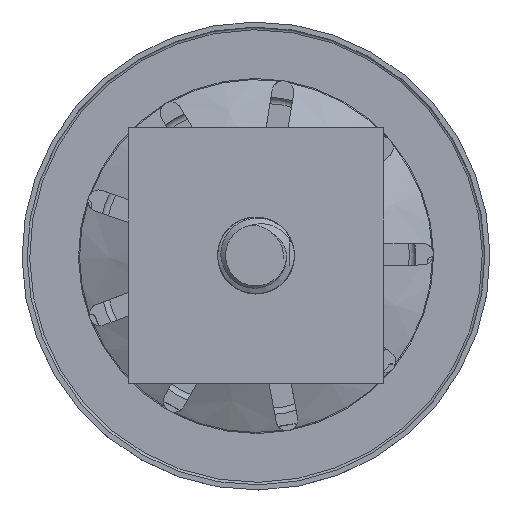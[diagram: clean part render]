
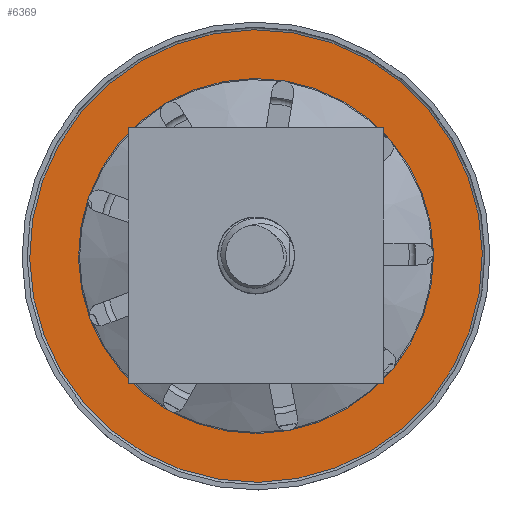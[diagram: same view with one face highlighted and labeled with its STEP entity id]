
A CAD part, top view. The second image highlights one B-rep face of the part: STEP entity #6369.
In plain terms, the highlighted planar face has unit normal (0, 0, 1).
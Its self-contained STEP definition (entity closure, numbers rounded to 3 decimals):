
#347=FACE_BOUND('',#1136,.T.);
#470=PLANE('',#7222);
#780=FACE_OUTER_BOUND('',#1135,.T.);
#1135=EDGE_LOOP('',(#5682,#5683));
#1136=EDGE_LOOP('',(#5684,#5685,#5686,#5687,#5688,#5689,#5690,#5691,#5692));
#2233=CIRCLE('',#7167,13.884);
#2235=CIRCLE('',#7170,13.884);
#2237=CIRCLE('',#7173,13.884);
#2239=CIRCLE('',#7176,13.884);
#2241=CIRCLE('',#7179,13.884);
#2243=CIRCLE('',#7182,13.884);
#2245=CIRCLE('',#7185,13.884);
#2248=CIRCLE('',#7189,13.884);
#2261=CIRCLE('',#7221,13.884);
#2262=CIRCLE('',#7223,17.7);
#2263=CIRCLE('',#7224,17.7);
#2802=VERTEX_POINT('',#12925);
#2816=VERTEX_POINT('',#13034);
#2830=VERTEX_POINT('',#13141);
#2844=VERTEX_POINT('',#13250);
#2858=VERTEX_POINT('',#13359);
#2872=VERTEX_POINT('',#13468);
#2886=VERTEX_POINT('',#13577);
#2900=VERTEX_POINT('',#13684);
#2915=VERTEX_POINT('',#13857);
#2930=VERTEX_POINT('',#13995);
#2931=VERTEX_POINT('',#13996);
#3840=EDGE_CURVE('',#2915,#2900,#2233,.T.);
#3843=EDGE_CURVE('',#2900,#2886,#2235,.T.);
#3845=EDGE_CURVE('',#2886,#2872,#2237,.T.);
#3847=EDGE_CURVE('',#2872,#2858,#2239,.T.);
#3849=EDGE_CURVE('',#2858,#2844,#2241,.T.);
#3851=EDGE_CURVE('',#2844,#2830,#2243,.T.);
#3853=EDGE_CURVE('',#2830,#2816,#2245,.T.);
#3857=EDGE_CURVE('',#2802,#2915,#2248,.T.);
#3881=EDGE_CURVE('',#2816,#2802,#2261,.T.);
#3882=EDGE_CURVE('',#2930,#2931,#2262,.T.);
#3883=EDGE_CURVE('',#2931,#2930,#2263,.T.);
#5682=ORIENTED_EDGE('',*,*,#3882,.F.);
#5683=ORIENTED_EDGE('',*,*,#3883,.F.);
#5684=ORIENTED_EDGE('',*,*,#3840,.T.);
#5685=ORIENTED_EDGE('',*,*,#3843,.T.);
#5686=ORIENTED_EDGE('',*,*,#3845,.T.);
#5687=ORIENTED_EDGE('',*,*,#3847,.T.);
#5688=ORIENTED_EDGE('',*,*,#3849,.T.);
#5689=ORIENTED_EDGE('',*,*,#3851,.T.);
#5690=ORIENTED_EDGE('',*,*,#3853,.T.);
#5691=ORIENTED_EDGE('',*,*,#3881,.T.);
#5692=ORIENTED_EDGE('',*,*,#3857,.T.);
#6369=ADVANCED_FACE('',(#780,#347),#470,.T.);
#7167=AXIS2_PLACEMENT_3D('',#13858,#8855,#8856);
#7170=AXIS2_PLACEMENT_3D('',#13872,#8861,#8862);
#7173=AXIS2_PLACEMENT_3D('',#13875,#8867,#8868);
#7176=AXIS2_PLACEMENT_3D('',#13878,#8873,#8874);
#7179=AXIS2_PLACEMENT_3D('',#13881,#8879,#8880);
#7182=AXIS2_PLACEMENT_3D('',#13884,#8885,#8886);
#7185=AXIS2_PLACEMENT_3D('',#13887,#8891,#8892);
#7189=AXIS2_PLACEMENT_3D('',#13904,#8899,#8900);
#7221=AXIS2_PLACEMENT_3D('',#13993,#8967,#8968);
#7222=AXIS2_PLACEMENT_3D('',#13994,#8969,#8970);
#7223=AXIS2_PLACEMENT_3D('',#13997,#8971,#8972);
#7224=AXIS2_PLACEMENT_3D('',#13998,#8973,#8974);
#8855=DIRECTION('center_axis',(0.,0.,-1.));
#8856=DIRECTION('ref_axis',(-1.,0.,0.));
#8861=DIRECTION('center_axis',(0.,0.,-1.));
#8862=DIRECTION('ref_axis',(-1.,0.,0.));
#8867=DIRECTION('center_axis',(0.,0.,-1.));
#8868=DIRECTION('ref_axis',(-1.,0.,0.));
#8873=DIRECTION('center_axis',(0.,0.,-1.));
#8874=DIRECTION('ref_axis',(-1.,0.,0.));
#8879=DIRECTION('center_axis',(0.,0.,-1.));
#8880=DIRECTION('ref_axis',(-1.,0.,0.));
#8885=DIRECTION('center_axis',(0.,0.,-1.));
#8886=DIRECTION('ref_axis',(-1.,0.,0.));
#8891=DIRECTION('center_axis',(0.,0.,-1.));
#8892=DIRECTION('ref_axis',(-1.,0.,0.));
#8899=DIRECTION('center_axis',(0.,0.,-1.));
#8900=DIRECTION('ref_axis',(-1.,0.,0.));
#8967=DIRECTION('center_axis',(0.,0.,-1.));
#8968=DIRECTION('ref_axis',(-1.,0.,0.));
#8969=DIRECTION('center_axis',(0.,0.,1.));
#8970=DIRECTION('ref_axis',(1.,0.,0.));
#8971=DIRECTION('center_axis',(0.,0.,-1.));
#8972=DIRECTION('ref_axis',(-1.,0.,0.));
#8973=DIRECTION('center_axis',(0.,0.,-1.));
#8974=DIRECTION('ref_axis',(-1.,0.,0.));
#12925=CARTESIAN_POINT('',(10.636,8.925,0.4));
#13034=CARTESIAN_POINT('',(2.411,13.673,0.4));
#13141=CARTESIAN_POINT('',(-6.942,12.024,0.4));
#13250=CARTESIAN_POINT('',(-13.047,4.749,0.4));
#13359=CARTESIAN_POINT('',(-13.047,-4.749,0.4));
#13468=CARTESIAN_POINT('',(-6.942,-12.024,0.4));
#13577=CARTESIAN_POINT('',(2.411,-13.673,0.4));
#13684=CARTESIAN_POINT('',(10.636,-8.925,0.4));
#13857=CARTESIAN_POINT('',(13.884,0.,0.4));
#13858=CARTESIAN_POINT('Origin',(0.,0.,0.4));
#13872=CARTESIAN_POINT('Origin',(0.,0.,0.4));
#13875=CARTESIAN_POINT('Origin',(0.,0.,0.4));
#13878=CARTESIAN_POINT('Origin',(0.,0.,0.4));
#13881=CARTESIAN_POINT('Origin',(0.,0.,0.4));
#13884=CARTESIAN_POINT('Origin',(0.,0.,0.4));
#13887=CARTESIAN_POINT('Origin',(0.,0.,0.4));
#13904=CARTESIAN_POINT('Origin',(0.,0.,0.4));
#13993=CARTESIAN_POINT('Origin',(0.,0.,0.4));
#13994=CARTESIAN_POINT('Origin',(-15.792,0.,0.4));
#13995=CARTESIAN_POINT('',(-17.7,0.,0.4));
#13996=CARTESIAN_POINT('',(17.7,0.,0.4));
#13997=CARTESIAN_POINT('Origin',(0.,0.,0.4));
#13998=CARTESIAN_POINT('Origin',(0.,0.,0.4));
